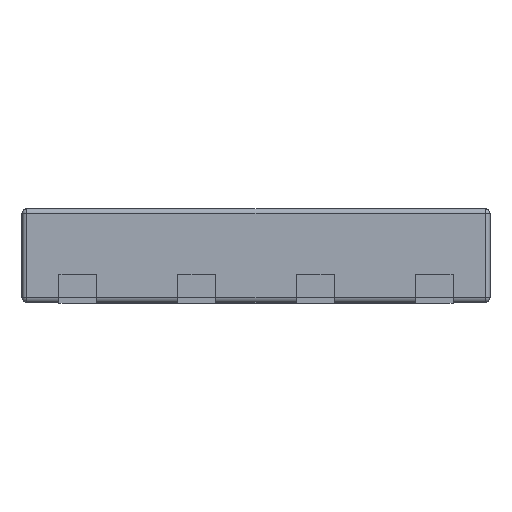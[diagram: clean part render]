
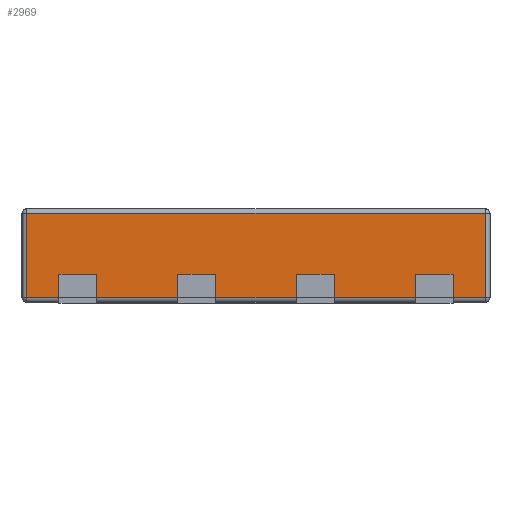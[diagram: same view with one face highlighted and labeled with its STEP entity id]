
A CAD part, front view. The second image highlights one B-rep face of the part: STEP entity #2969.
In plain terms, the highlighted planar face has unit normal (0, -1, 0).
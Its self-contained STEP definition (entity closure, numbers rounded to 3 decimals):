
#2969 = ADVANCED_FACE('',(#2970),#3004,.F.);
#2970 = FACE_BOUND('',#2971,.T.);
#2971 = EDGE_LOOP('',(#2972,#2982,#2990,#2998));
#2972 = ORIENTED_EDGE('',*,*,#2973,.T.);
#2973 = EDGE_CURVE('',#2974,#2976,#2978,.T.);
#2974 = VERTEX_POINT('',#2975);
#2975 = CARTESIAN_POINT('',(2.45,-3.,0.95));
#2976 = VERTEX_POINT('',#2977);
#2977 = CARTESIAN_POINT('',(-2.45,-3.,0.95));
#2978 = LINE('',#2979,#2980);
#2979 = CARTESIAN_POINT('',(-2.5,-3.,0.95));
#2980 = VECTOR('',#2981,1.);
#2981 = DIRECTION('',(-1.,0.,0.));
#2982 = ORIENTED_EDGE('',*,*,#2983,.T.);
#2983 = EDGE_CURVE('',#2976,#2984,#2986,.T.);
#2984 = VERTEX_POINT('',#2985);
#2985 = CARTESIAN_POINT('',(-2.45,-3.,0.05));
#2986 = LINE('',#2987,#2988);
#2987 = CARTESIAN_POINT('',(-2.45,-3.,1.));
#2988 = VECTOR('',#2989,1.);
#2989 = DIRECTION('',(0.,0.,-1.));
#2990 = ORIENTED_EDGE('',*,*,#2991,.T.);
#2991 = EDGE_CURVE('',#2984,#2992,#2994,.T.);
#2992 = VERTEX_POINT('',#2993);
#2993 = CARTESIAN_POINT('',(2.45,-3.,0.05));
#2994 = LINE('',#2995,#2996);
#2995 = CARTESIAN_POINT('',(-2.5,-3.,0.05));
#2996 = VECTOR('',#2997,1.);
#2997 = DIRECTION('',(1.,0.,0.));
#2998 = ORIENTED_EDGE('',*,*,#2999,.T.);
#2999 = EDGE_CURVE('',#2992,#2974,#3000,.T.);
#3000 = LINE('',#3001,#3002);
#3001 = CARTESIAN_POINT('',(2.45,-3.,1.));
#3002 = VECTOR('',#3003,1.);
#3003 = DIRECTION('',(0.,0.,1.));
#3004 = PLANE('',#3005);
#3005 = AXIS2_PLACEMENT_3D('',#3006,#3007,#3008);
#3006 = CARTESIAN_POINT('',(-2.5,-3.,1.));
#3007 = DIRECTION('',(0.,1.,0.));
#3008 = DIRECTION('',(0.,0.,1.));
